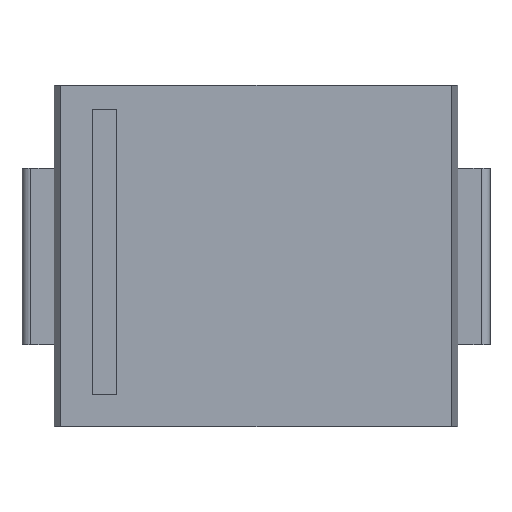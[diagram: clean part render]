
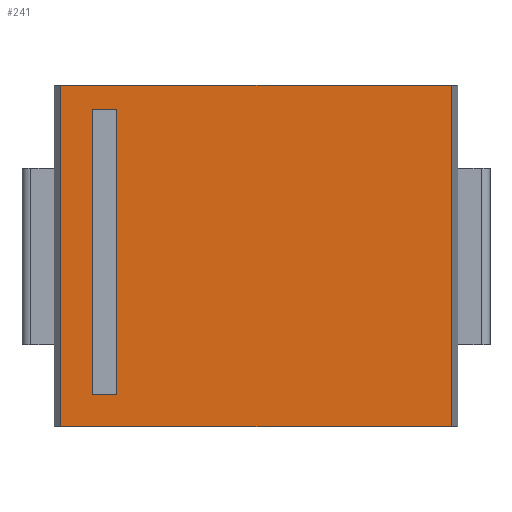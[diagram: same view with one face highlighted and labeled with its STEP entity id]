
A CAD part, top view. The second image highlights one B-rep face of the part: STEP entity #241.
In plain terms, the highlighted planar face has unit normal (0, 0, 1).
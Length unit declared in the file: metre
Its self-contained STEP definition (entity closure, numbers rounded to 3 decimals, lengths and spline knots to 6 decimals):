
#241 = ADVANCED_FACE( '', ( #666, #667 ), #668, .T. );
#283 = EDGE_CURVE( '', #740, #741, #742, .T. );
#347 = EDGE_CURVE( '', #741, #843, #844, .T. );
#355 = EDGE_CURVE( '', #854, #855, #856, .T. );
#373 = EDGE_CURVE( '', #882, #883, #884, .T. );
#401 = EDGE_CURVE( '', #882, #854, #924, .T. );
#529 = EDGE_CURVE( '', #843, #699, #1085, .T. );
#575 = EDGE_CURVE( '', #699, #740, #1139, .T. );
#595 = EDGE_CURVE( '', #883, #855, #1162, .T. );
#666 = FACE_OUTER_BOUND( '', #1235, .T. );
#667 = FACE_BOUND( '', #1236, .T. );
#668 = PLANE( '', #1237 );
#699 = VERTEX_POINT( '', #1280 );
#740 = VERTEX_POINT( '', #1339 );
#741 = VERTEX_POINT( '', #1340 );
#742 = LINE( '', #1341, #1342 );
#843 = VERTEX_POINT( '', #1478 );
#844 = LINE( '', #1479, #1480 );
#854 = VERTEX_POINT( '', #1495 );
#855 = VERTEX_POINT( '', #1496 );
#856 = LINE( '', #1497, #1498 );
#882 = VERTEX_POINT( '', #1536 );
#883 = VERTEX_POINT( '', #1537 );
#884 = LINE( '', #1538, #1539 );
#924 = LINE( '', #1598, #1599 );
#1085 = LINE( '', #1855, #1856 );
#1139 = LINE( '', #1939, #1940 );
#1162 = LINE( '', #1976, #1977 );
#1235 = EDGE_LOOP( '', ( #2039, #2040, #2041, #2042 ) );
#1236 = EDGE_LOOP( '', ( #2043, #2044, #2045, #2046 ) );
#1237 = AXIS2_PLACEMENT_3D( '', #2047, #2048, #2049 );
#1280 = CARTESIAN_POINT( '', ( -0.002765, 0.002522, 0.002325 ) );
#1339 = CARTESIAN_POINT( '', ( -0.002355, 0.002522, 0.002325 ) );
#1340 = CARTESIAN_POINT( '', ( -0.002355, -0.00233, 0.002325 ) );
#1341 = CARTESIAN_POINT( '', ( -0.002355, -0.002602, 0.002325 ) );
#1342 = VECTOR( '', #2107, 1. );
#1478 = CARTESIAN_POINT( '', ( -0.002765, -0.00233, 0.002325 ) );
#1479 = CARTESIAN_POINT( '', ( -0.003033, -0.00233, 0.002325 ) );
#1480 = VECTOR( '', #2248, 1. );
#1495 = CARTESIAN_POINT( '', ( 0.003323, -0.002873, 0.002325 ) );
#1496 = CARTESIAN_POINT( '', ( 0.003323, 0.002927, 0.002325 ) );
#1497 = CARTESIAN_POINT( '', ( 0.003323, -0.002873, 0.002325 ) );
#1498 = VECTOR( '', #2259, 1. );
#1536 = CARTESIAN_POINT( '', ( -0.003302, -0.002873, 0.002325 ) );
#1537 = CARTESIAN_POINT( '', ( -0.003302, 0.002927, 0.002325 ) );
#1538 = CARTESIAN_POINT( '', ( -0.003302, -0.002873, 0.002325 ) );
#1539 = VECTOR( '', #2290, 1. );
#1598 = CARTESIAN_POINT( '', ( -0.003302, -0.002873, 0.002325 ) );
#1599 = VECTOR( '', #2337, 1. );
#1855 = CARTESIAN_POINT( '', ( -0.002765, -0.000176, 0.002325 ) );
#1856 = VECTOR( '', #2521, 1. );
#1939 = CARTESIAN_POINT( '', ( -0.002829, 0.002522, 0.002325 ) );
#1940 = VECTOR( '', #2605, 1. );
#1976 = CARTESIAN_POINT( '', ( -0.003302, 0.002927, 0.002325 ) );
#1977 = VECTOR( '', #2636, 1. );
#2039 = ORIENTED_EDGE( '', *, *, #401, .T. );
#2040 = ORIENTED_EDGE( '', *, *, #355, .T. );
#2041 = ORIENTED_EDGE( '', *, *, #595, .F. );
#2042 = ORIENTED_EDGE( '', *, *, #373, .F. );
#2043 = ORIENTED_EDGE( '', *, *, #283, .T. );
#2044 = ORIENTED_EDGE( '', *, *, #347, .T. );
#2045 = ORIENTED_EDGE( '', *, *, #529, .T. );
#2046 = ORIENTED_EDGE( '', *, *, #575, .T. );
#2047 = CARTESIAN_POINT( '', ( -0.003302, -0.002873, 0.002325 ) );
#2048 = DIRECTION( '', ( 0., 0., 1. ) );
#2049 = DIRECTION( '', ( 1., 0., 0. ) );
#2107 = DIRECTION( '', ( 0., -1., 0. ) );
#2248 = DIRECTION( '', ( -1., 0., 0. ) );
#2259 = DIRECTION( '', ( 0., 1., 0. ) );
#2290 = DIRECTION( '', ( 0., 1., 0. ) );
#2337 = DIRECTION( '', ( 1., 0., 0. ) );
#2521 = DIRECTION( '', ( 0., 1., 0. ) );
#2605 = DIRECTION( '', ( 1., 0., 0. ) );
#2636 = DIRECTION( '', ( 1., 0., 0. ) );
